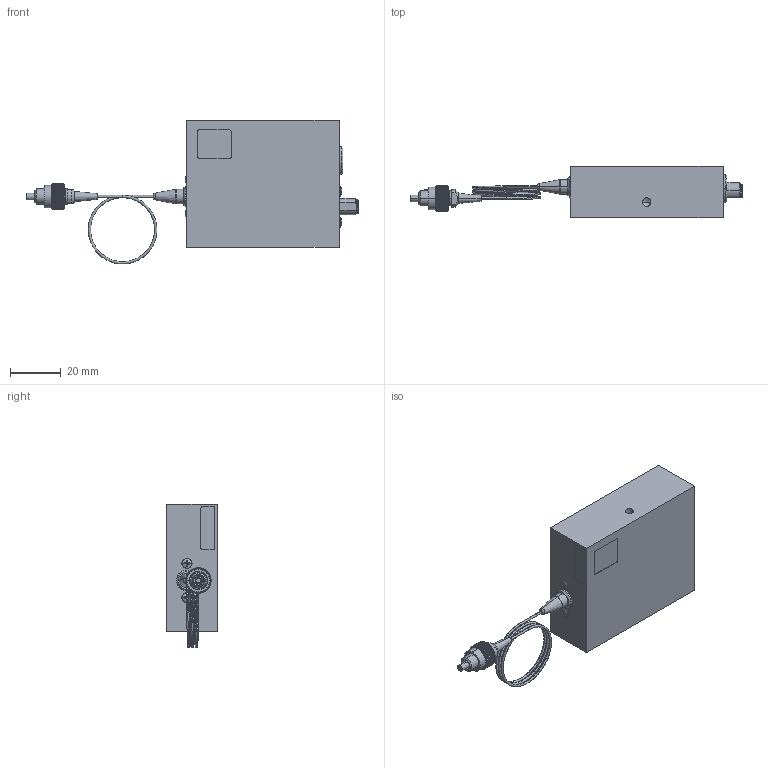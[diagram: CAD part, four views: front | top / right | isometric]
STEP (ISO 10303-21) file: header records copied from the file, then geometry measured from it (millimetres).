
FILE_DESCRIPTION (( 'STEP AP214' ), '1' );
FILE_NAME ('FPD310-FC-NIR_170721.STEP', '2017-07-21T13:19:56', ( '' ), ( '' ), 'SwSTEP 2.0', 'SolidWorks 2016', '' );
FILE_SCHEMA (( 'AUTOMOTIVE_DESIGN' ));
Length unit declared in the file: millimetre
Products named in the file (1): FPD310-FC-NIR_170721
Bounding box: 130.3 x 20 x 56.45 mm (x, y, z)
Volume: 39686.2 mm3; surface area: 30978.7 mm2
Topology: 26 solids, 26 shells, 1534 faces, 3599 edges, 2119 vertices
Faces by surface type: plane 658, cone 418, cylinder 402, torus 46, sphere 8, bspline 2
Entity records: 61692 total; most frequent: CARTESIAN_POINT 9663, DIRECTION 7625, ORIENTED_EDGE 7062, EDGE_CURVE 3531, AXIS2_PLACEMENT_3D 3011, VERTEX_POINT 2119, EDGE_LOOP 1654, LINE 1603
